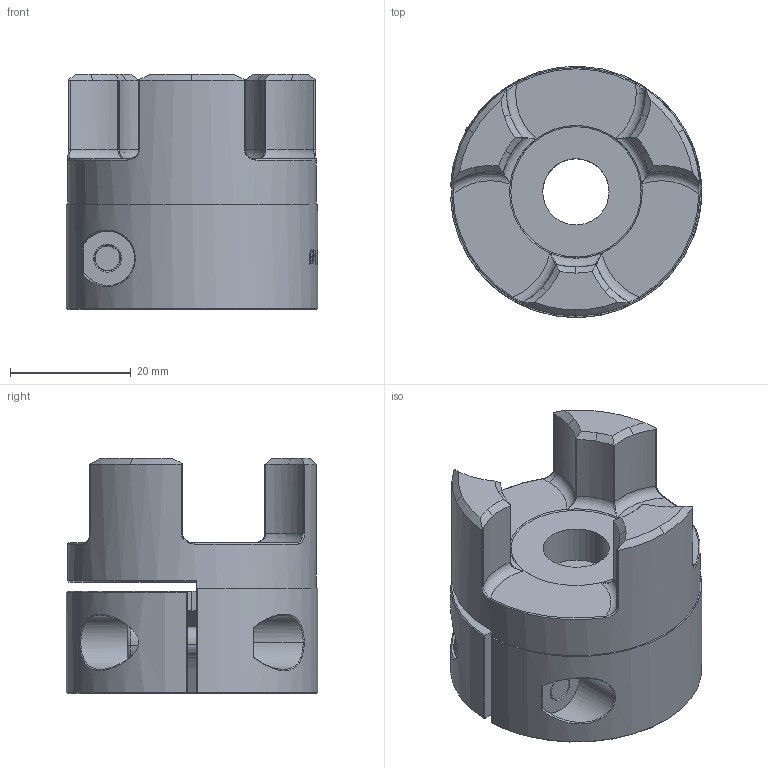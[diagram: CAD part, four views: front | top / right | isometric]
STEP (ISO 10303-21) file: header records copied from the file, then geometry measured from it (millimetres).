
FILE_DESCRIPTION(/* description */ ('Alibre Inc.'),/* implementation_level */ '2;1');
FILE_NAME(/* name */ 'export-380F907D-93E0-4F3D-B4E7-83DA785ABF26',/* time_stamp */ '2021-09-15T11:55:56+02:00',/* author */ (''),/* organization */ (''),/* preprocessor_version */ 'ST-DEVELOPER v17',/* originating_system */ 'Alibre',/* authorisation */ '');
FILE_SCHEMA (('AUTOMOTIVE_DESIGN'));
Length unit declared in the file: millimetre
Products named in the file (3): 07160-05x16
Bounding box: 41.68 x 41.69 x 39 mm (x, y, z)
Volume: 33248.2 mm3; surface area: 11074.6 mm2
Topology: 2 solids, 2 shells, 314 faces, 848 edges, 546 vertices
Faces by surface type: bspline 117, plane 88, cylinder 52, cone 40, torus 17
Full cylindrical faces by diameter (mm): 4.2 x1, 5.5 x1, 9 x1, 11 x1, 41.2 x1
Entity records: 21744 total; most frequent: CARTESIAN_POINT 15162, ORIENTED_EDGE 1680, EDGE_CURVE 840, DIRECTION 795, VERTEX_POINT 546, B_SPLINE_CURVE_WITH_KNOTS 435, AXIS2_PLACEMENT_3D 338, EDGE_LOOP 336
